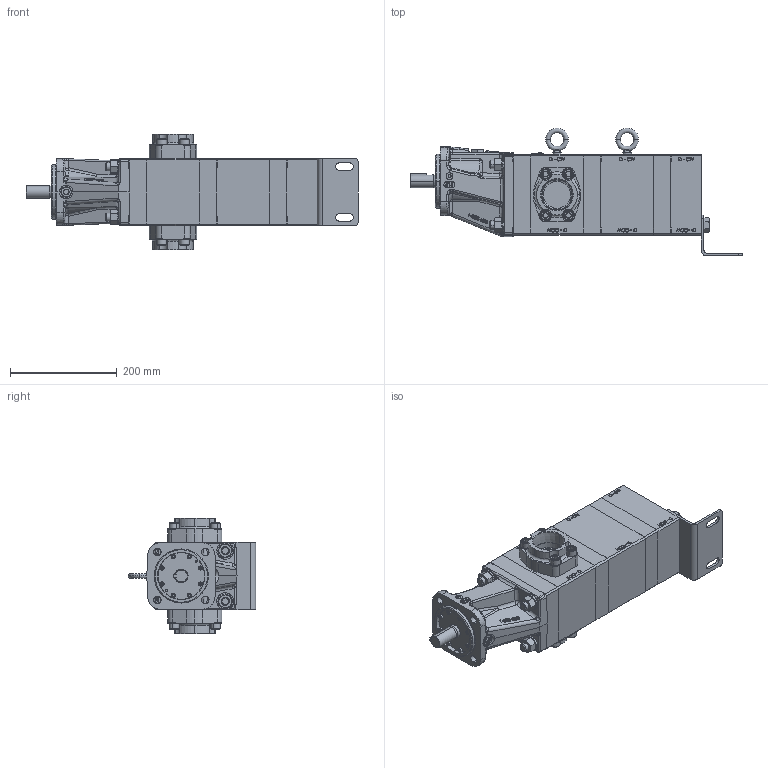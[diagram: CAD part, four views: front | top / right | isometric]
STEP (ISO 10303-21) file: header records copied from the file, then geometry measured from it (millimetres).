
FILE_DESCRIPTION (( 'STEP AP214' ), '1' );
FILE_NAME ('GPV-1039-001-U.STEP', '2020-02-20T14:29:01', ( '' ), ( '' ), 'SwSTEP 2.0', 'SolidWorks 2018', '' );
FILE_SCHEMA (( 'AUTOMOTIVE_DESIGN' ));
Length unit declared in the file: inch
Products named in the file (1): GPV-1039-001-U
Bounding box: 623.05 x 239.27 x 216.92 mm (x, y, z)
Volume: 9068489.3 mm3; surface area: 426424.3 mm2
Topology: 1 solids, 1 shells, 2764 faces, 6915 edges, 4411 vertices
Faces by surface type: plane 1465, bspline 631, cylinder 338, cone 272, sphere 32, torus 26
Entity records: 152513 total; most frequent: CARTESIAN_POINT 57623, ORIENTED_EDGE 13802, DIRECTION 10527, EDGE_CURVE 6901, VERTEX_POINT 4411, VECTOR 4285, LINE 4285, AXIS2_PLACEMENT_3D 3121
